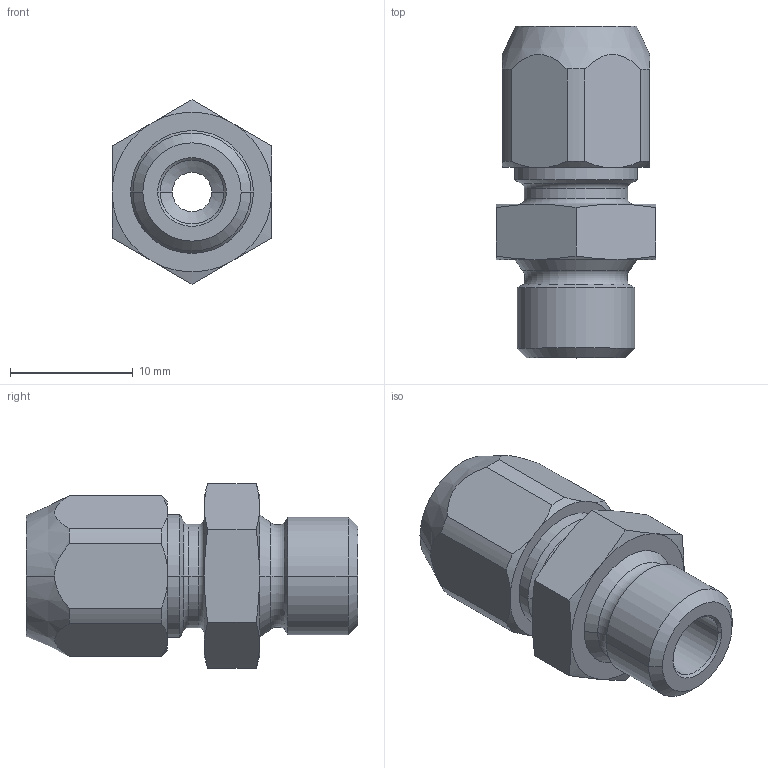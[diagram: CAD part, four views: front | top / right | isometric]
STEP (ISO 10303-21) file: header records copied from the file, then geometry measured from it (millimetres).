
FILE_DESCRIPTION(( 'CX.11.06.18.stp' ), '1');
FILE_NAME( 'CX.11.06.18.stp', '2018-08-24T14:34:41',( 'Sopra'),('sopra-pneumatic.com'), 'SwSTEP 2.0','SolidWorks 2009','' );
FILE_SCHEMA(('CONFIG_CONTROL_DESIGN'));
Length unit declared in the file: millimetre
Products named in the file (1): 360014B_151X4-6-4-1-8
Bounding box: 13 x 27 x 15.01 mm (x, y, z)
Volume: 2141.8 mm3; surface area: 1896.2 mm2
Topology: 1 solids, 1 shells, 81 faces, 184 edges, 110 vertices
Faces by surface type: cone 32, cylinder 20, plane 19, torus 10
Entity records: 2418 total; most frequent: CARTESIAN_POINT 577, DIRECTION 390, ORIENTED_EDGE 368, EDGE_CURVE 184, AXIS2_PLACEMENT_3D 169, VERTEX_POINT 110, EDGE_LOOP 88, CIRCLE 88
